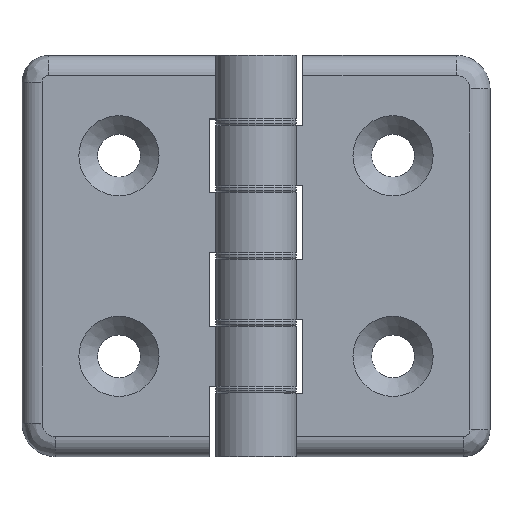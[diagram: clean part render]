
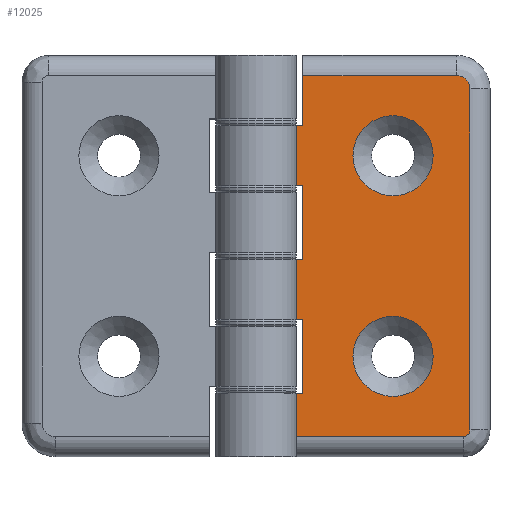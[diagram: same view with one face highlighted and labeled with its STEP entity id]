
A CAD part, top view. The second image highlights one B-rep face of the part: STEP entity #12025.
In plain terms, the highlighted planar face has unit normal (0, 0, 1).
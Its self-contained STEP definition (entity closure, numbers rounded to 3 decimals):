
#1246=FACE_BOUND('',#4748,.T.);
#1247=FACE_BOUND('',#4749,.T.);
#1490=PLANE('',#12411);
#2361=LINE('',#23731,#3316);
#2366=LINE('',#23746,#3321);
#2369=LINE('',#23757,#3324);
#2374=LINE('',#23772,#3329);
#2377=LINE('',#23783,#3332);
#2395=LINE('',#23823,#3350);
#2396=LINE('',#23825,#3351);
#2432=LINE('',#23943,#3387);
#2434=LINE('',#23964,#3389);
#2436=LINE('',#23981,#3391);
#2437=LINE('',#23983,#3392);
#2438=LINE('',#23984,#3393);
#2439=LINE('',#23985,#3394);
#2440=LINE('',#23986,#3395);
#3316=VECTOR('',#13821,10.);
#3321=VECTOR('',#13832,10.);
#3324=VECTOR('',#13841,10.);
#3329=VECTOR('',#13852,10.);
#3332=VECTOR('',#13861,10.);
#3350=VECTOR('',#13901,10.);
#3351=VECTOR('',#13904,10.);
#3387=VECTOR('',#14026,10.);
#3389=VECTOR('',#14040,10.);
#3391=VECTOR('',#14050,10.);
#3392=VECTOR('',#14053,10.);
#3393=VECTOR('',#14054,10.);
#3394=VECTOR('',#14055,10.);
#3395=VECTOR('',#14056,10.);
#4059=FACE_OUTER_BOUND('',#4747,.T.);
#4747=EDGE_LOOP('',(#11277,#11278,#11279,#11280,#11281,#11282,#11283,#11284,
#11285,#11286,#11287,#11288,#11289,#11290,#11291,#11292));
#4748=EDGE_LOOP('',(#11293));
#4749=EDGE_LOOP('',(#11294));
#4830=CIRCLE('',#12404,2.);
#4834=CIRCLE('',#12409,1.);
#4835=CIRCLE('',#12412,6.);
#4836=CIRCLE('',#12413,6.);
#5951=VERTEX_POINT('',#23728);
#5952=VERTEX_POINT('',#23730);
#5958=VERTEX_POINT('',#23743);
#5959=VERTEX_POINT('',#23745);
#5963=VERTEX_POINT('',#23754);
#5964=VERTEX_POINT('',#23756);
#5970=VERTEX_POINT('',#23769);
#5971=VERTEX_POINT('',#23771);
#5975=VERTEX_POINT('',#23780);
#5976=VERTEX_POINT('',#23782);
#5987=VERTEX_POINT('',#23821);
#6013=VERTEX_POINT('',#23940);
#6014=VERTEX_POINT('',#23942);
#6015=VERTEX_POINT('',#23954);
#6017=VERTEX_POINT('',#23960);
#6019=VERTEX_POINT('',#23974);
#6021=VERTEX_POINT('',#23987);
#6022=VERTEX_POINT('',#23989);
#7683=EDGE_CURVE('',#5952,#5951,#2361,.T.);
#7690=EDGE_CURVE('',#5959,#5958,#2366,.T.);
#7695=EDGE_CURVE('',#5964,#5963,#2369,.T.);
#7702=EDGE_CURVE('',#5971,#5970,#2374,.T.);
#7707=EDGE_CURVE('',#5976,#5975,#2377,.T.);
#7728=EDGE_CURVE('',#5987,#5975,#2395,.T.);
#7729=EDGE_CURVE('',#5971,#5963,#2396,.T.);
#7783=EDGE_CURVE('',#6013,#6014,#2432,.T.);
#7787=EDGE_CURVE('',#6014,#6015,#4830,.T.);
#7790=EDGE_CURVE('',#6015,#6017,#2434,.T.);
#7793=EDGE_CURVE('',#6017,#6019,#4834,.T.);
#7795=EDGE_CURVE('',#6019,#5987,#2436,.T.);
#7796=EDGE_CURVE('',#5959,#5951,#2437,.T.);
#7797=EDGE_CURVE('',#5958,#5964,#2438,.T.);
#7798=EDGE_CURVE('',#5970,#5976,#2439,.T.);
#7799=EDGE_CURVE('',#6013,#5952,#2440,.T.);
#7800=EDGE_CURVE('',#6021,#6021,#4835,.T.);
#7801=EDGE_CURVE('',#6022,#6022,#4836,.T.);
#11277=ORIENTED_EDGE('',*,*,#7683,.T.);
#11278=ORIENTED_EDGE('',*,*,#7796,.F.);
#11279=ORIENTED_EDGE('',*,*,#7690,.T.);
#11280=ORIENTED_EDGE('',*,*,#7797,.T.);
#11281=ORIENTED_EDGE('',*,*,#7695,.T.);
#11282=ORIENTED_EDGE('',*,*,#7729,.F.);
#11283=ORIENTED_EDGE('',*,*,#7702,.T.);
#11284=ORIENTED_EDGE('',*,*,#7798,.T.);
#11285=ORIENTED_EDGE('',*,*,#7707,.T.);
#11286=ORIENTED_EDGE('',*,*,#7728,.F.);
#11287=ORIENTED_EDGE('',*,*,#7795,.F.);
#11288=ORIENTED_EDGE('',*,*,#7793,.F.);
#11289=ORIENTED_EDGE('',*,*,#7790,.F.);
#11290=ORIENTED_EDGE('',*,*,#7787,.F.);
#11291=ORIENTED_EDGE('',*,*,#7783,.F.);
#11292=ORIENTED_EDGE('',*,*,#7799,.T.);
#11293=ORIENTED_EDGE('',*,*,#7800,.T.);
#11294=ORIENTED_EDGE('',*,*,#7801,.T.);
#12025=ADVANCED_FACE('',(#4059,#1246,#1247),#1490,.T.);
#12404=AXIS2_PLACEMENT_3D('',#23958,#14033,#14034);
#12409=AXIS2_PLACEMENT_3D('',#23978,#14045,#14046);
#12411=AXIS2_PLACEMENT_3D('',#23982,#14051,#14052);
#12412=AXIS2_PLACEMENT_3D('',#23988,#14057,#14058);
#12413=AXIS2_PLACEMENT_3D('',#23990,#14059,#14060);
#13821=DIRECTION('',(-1.,0.,0.));
#13832=DIRECTION('',(1.,0.,0.));
#13841=DIRECTION('',(-1.,0.,0.));
#13852=DIRECTION('',(1.,0.,0.));
#13861=DIRECTION('',(-1.,0.,0.));
#13901=DIRECTION('',(0.,1.,0.));
#13904=DIRECTION('',(0.,1.,0.));
#14026=DIRECTION('',(1.,0.,0.));
#14033=DIRECTION('center_axis',(0.,0.,-1.));
#14034=DIRECTION('ref_axis',(0.707,0.707,0.));
#14040=DIRECTION('',(0.,-1.,0.));
#14045=DIRECTION('center_axis',(0.,0.,-1.));
#14046=DIRECTION('ref_axis',(0.707,-0.707,0.));
#14050=DIRECTION('',(-1.,0.,0.));
#14051=DIRECTION('center_axis',(0.,0.,1.));
#14052=DIRECTION('ref_axis',(1.,0.,0.));
#14053=DIRECTION('',(0.,1.,0.));
#14054=DIRECTION('',(0.,-1.,0.));
#14055=DIRECTION('',(0.,-1.,0.));
#14056=DIRECTION('',(0.,-1.,0.));
#14057=DIRECTION('center_axis',(0.,0.,-1.));
#14058=DIRECTION('ref_axis',(1.,0.,0.));
#14059=DIRECTION('center_axis',(0.,0.,-1.));
#14060=DIRECTION('ref_axis',(1.,0.,0.));
#23728=CARTESIAN_POINT('',(-14.,19.5,5.));
#23730=CARTESIAN_POINT('',(-13.,19.5,5.));
#23731=CARTESIAN_POINT('',(-27.,19.5,5.));
#23743=CARTESIAN_POINT('',(-13.,10.5,5.));
#23745=CARTESIAN_POINT('',(-14.,10.5,5.));
#23746=CARTESIAN_POINT('',(-13.5,10.5,5.));
#23754=CARTESIAN_POINT('',(-14.,-0.5,5.));
#23756=CARTESIAN_POINT('',(-13.,-0.5,5.));
#23757=CARTESIAN_POINT('',(-26.,-0.5,5.));
#23769=CARTESIAN_POINT('',(-13.,-9.5,5.));
#23771=CARTESIAN_POINT('',(-14.,-9.5,5.));
#23772=CARTESIAN_POINT('',(-13.5,-9.5,5.));
#23780=CARTESIAN_POINT('',(-14.,-20.5,5.));
#23782=CARTESIAN_POINT('',(-13.,-20.5,5.));
#23783=CARTESIAN_POINT('',(-26.5,-20.5,5.));
#23821=CARTESIAN_POINT('',(-14.,-27.,5.));
#23823=CARTESIAN_POINT('',(-14.,0.,5.));
#23825=CARTESIAN_POINT('',(-14.,0.,5.));
#23940=CARTESIAN_POINT('',(-13.,27.,5.));
#23942=CARTESIAN_POINT('',(10.,27.,5.));
#23943=CARTESIAN_POINT('',(-9.75,27.,5.));
#23954=CARTESIAN_POINT('',(12.,25.,5.));
#23958=CARTESIAN_POINT('Origin',(10.,25.,5.));
#23960=CARTESIAN_POINT('',(12.,-26.,5.));
#23964=CARTESIAN_POINT('',(12.,0.,5.));
#23974=CARTESIAN_POINT('',(11.,-27.,5.));
#23978=CARTESIAN_POINT('Origin',(11.,-26.,5.));
#23981=CARTESIAN_POINT('',(-9.75,-27.,5.));
#23982=CARTESIAN_POINT('Origin',(-14.,0.,5.));
#23983=CARTESIAN_POINT('',(-14.,0.,5.));
#23984=CARTESIAN_POINT('',(-13.,-0.25,5.));
#23985=CARTESIAN_POINT('',(-13.,-10.25,5.));
#23986=CARTESIAN_POINT('',(-13.,9.75,5.));
#23987=CARTESIAN_POINT('',(-5.5,15.,5.));
#23988=CARTESIAN_POINT('Origin',(0.5,15.,5.));
#23989=CARTESIAN_POINT('',(-5.5,-15.,5.));
#23990=CARTESIAN_POINT('Origin',(0.5,-15.,5.));
